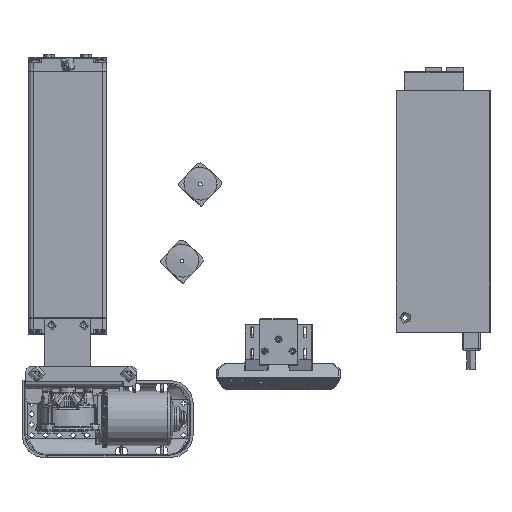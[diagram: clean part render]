
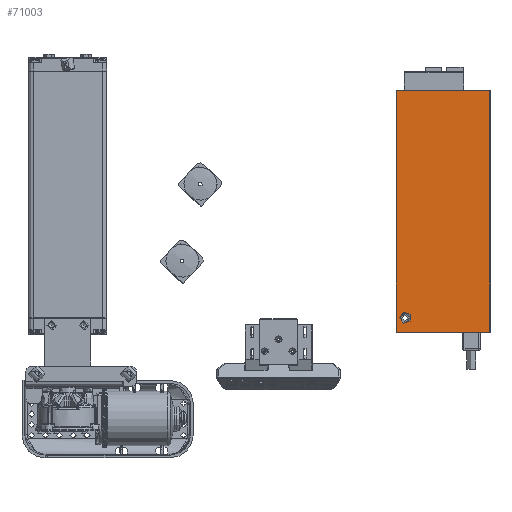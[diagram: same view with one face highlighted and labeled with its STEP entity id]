
A CAD part, top view. The second image highlights one B-rep face of the part: STEP entity #71003.
In plain terms, the highlighted planar face has unit normal (0, 0, 1).
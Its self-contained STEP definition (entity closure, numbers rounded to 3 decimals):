
#4715=FACE_BOUND('',#17960,.T.);
#8260=CIRCLE('',#78603,6.35);
#13563=FACE_OUTER_BOUND('',#17959,.T.);
#17959=EDGE_LOOP('',(#61966,#61967,#61968,#61969));
#17960=EDGE_LOOP('',(#61970));
#22026=LINE('',#238590,#26147);
#22041=LINE('',#238619,#26162);
#22043=LINE('',#238622,#26164);
#22045=LINE('',#238625,#26166);
#26147=VECTOR('',#96282,10.);
#26162=VECTOR('',#96309,10.);
#26164=VECTOR('',#96313,10.);
#26166=VECTOR('',#96317,10.);
#32297=VERTEX_POINT('',#238298);
#32379=VERTEX_POINT('',#238564);
#32384=VERTEX_POINT('',#238580);
#32389=VERTEX_POINT('',#238599);
#32392=VERTEX_POINT('',#238609);
#42137=EDGE_CURVE('',#32297,#32297,#8260,.T.);
#42280=EDGE_CURVE('',#32379,#32384,#22026,.T.);
#42295=EDGE_CURVE('',#32384,#32392,#22041,.T.);
#42297=EDGE_CURVE('',#32392,#32389,#22043,.T.);
#42299=EDGE_CURVE('',#32389,#32379,#22045,.T.);
#61966=ORIENTED_EDGE('',*,*,#42280,.F.);
#61967=ORIENTED_EDGE('',*,*,#42299,.F.);
#61968=ORIENTED_EDGE('',*,*,#42297,.F.);
#61969=ORIENTED_EDGE('',*,*,#42295,.F.);
#61970=ORIENTED_EDGE('',*,*,#42137,.T.);
#64102=PLANE('',#78725);
#71003=ADVANCED_FACE('',(#13563,#4715),#64102,.T.);
#78603=AXIS2_PLACEMENT_3D('',#238300,#95975,#95976);
#78725=AXIS2_PLACEMENT_3D('',#238652,#96343,#96344);
#95975=DIRECTION('center_axis',(0.,0.,-1.));
#95976=DIRECTION('ref_axis',(0.,1.,0.));
#96282=DIRECTION('',(0.,-1.,0.));
#96309=DIRECTION('',(-1.,0.,0.));
#96313=DIRECTION('',(0.,1.,0.));
#96317=DIRECTION('',(1.,0.,0.));
#96343=DIRECTION('center_axis',(0.,0.,1.));
#96344=DIRECTION('ref_axis',(1.,0.,0.));
#238298=CARTESIAN_POINT('',(115.5,-47.35,18.5));
#238300=CARTESIAN_POINT('Origin',(115.5,-41.,18.5));
#238564=CARTESIAN_POINT('',(131.25,50.75,18.5));
#238580=CARTESIAN_POINT('',(131.25,-50.75,18.5));
#238590=CARTESIAN_POINT('',(131.25,25.5,18.5));
#238599=CARTESIAN_POINT('',(-131.25,50.75,18.5));
#238609=CARTESIAN_POINT('',(-131.25,-50.75,18.5));
#238619=CARTESIAN_POINT('',(65.75,-50.75,18.5));
#238622=CARTESIAN_POINT('',(-131.25,-25.5,18.5));
#238625=CARTESIAN_POINT('',(-65.75,50.75,18.5));
#238652=CARTESIAN_POINT('Origin',(0.,0.,
18.5));
